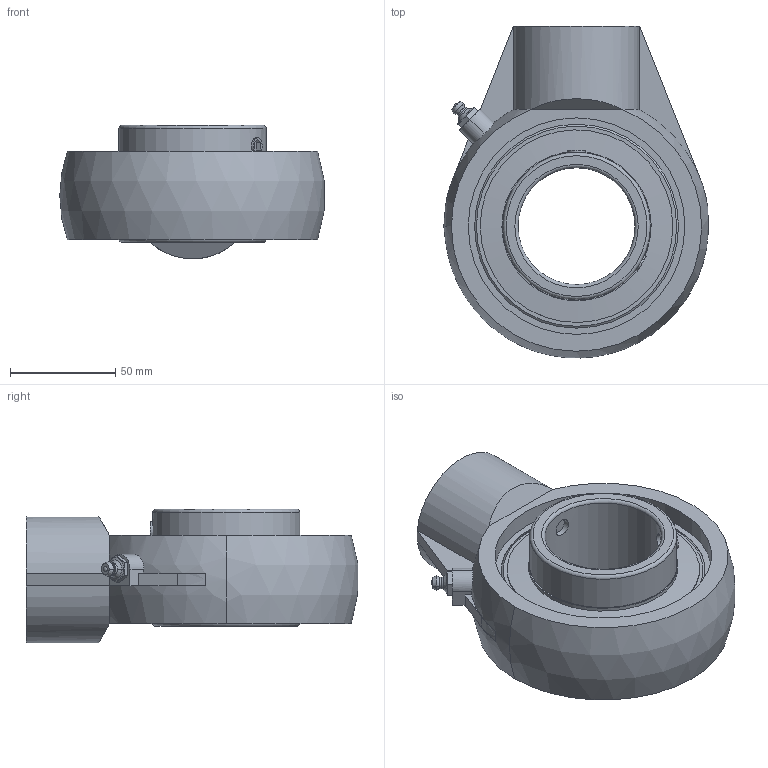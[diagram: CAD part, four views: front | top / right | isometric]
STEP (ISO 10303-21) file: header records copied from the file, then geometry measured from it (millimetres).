
FILE_DESCRIPTION(('HOOPS Exchange Step'),'2;1');
FILE_NAME('export-0ADBDF77-9880-47ED-BF49-976A289DD83D.stp','2019-12-13T13:40:48-08:00',('ibuslach'),('Alibre'),'HOOPS Exchange 2019.2','Alibre','Unknown authorisation');
FILE_SCHEMA( ('AP242_MANAGED_MODEL_BASED_3D_ENGINEERING_MIM_LF {1 0 10303 442 1 1 4 }') );
Length unit declared in the file: centimetre
Products named in the file (7): ZERK 6mm; MRN SHA 211; SUC 211-35 RACES; SUC 211 SHIELD; SUC 211 SS; MRN SUC 211-35; MRN SUCHA 211-35
Assembly tree (8 placements, depth 3):
  MRN SUCHA 211-35
    ZERK 6mm
    MRN SHA 211
    MRN SUC 211-35
      SUC 211-35 RACES
      SUC 211 SHIELD  x2
      SUC 211 SS  x2
Bounding box: 125.5 x 157.57 x 63.33 mm (x, y, z)
Volume: 368667.1 mm3; surface area: 106091 mm2
Topology: 8 solids, 8 shells, 140 faces, 362 edges, 240 vertices
Faces by surface type: plane 65, cone 32, cylinder 28, torus 8, sphere 7
Full cylindrical faces by diameter (mm): 1.509 x2, 6 x2, 8.382 x4, 31.75 x1, 55.562 x1, 69.85 x3, 70.866 x2, 88.9 x1, 91.44 x2, 102.825 x1, 104.825 x1
Entity records: 5799 total; most frequent: CARTESIAN_POINT 2531, DIRECTION 706, ORIENTED_EDGE 628, EDGE_CURVE 314, AXIS2_PLACEMENT_3D 297, VERTEX_POINT 209, CIRCLE 151, EDGE_LOOP 145
